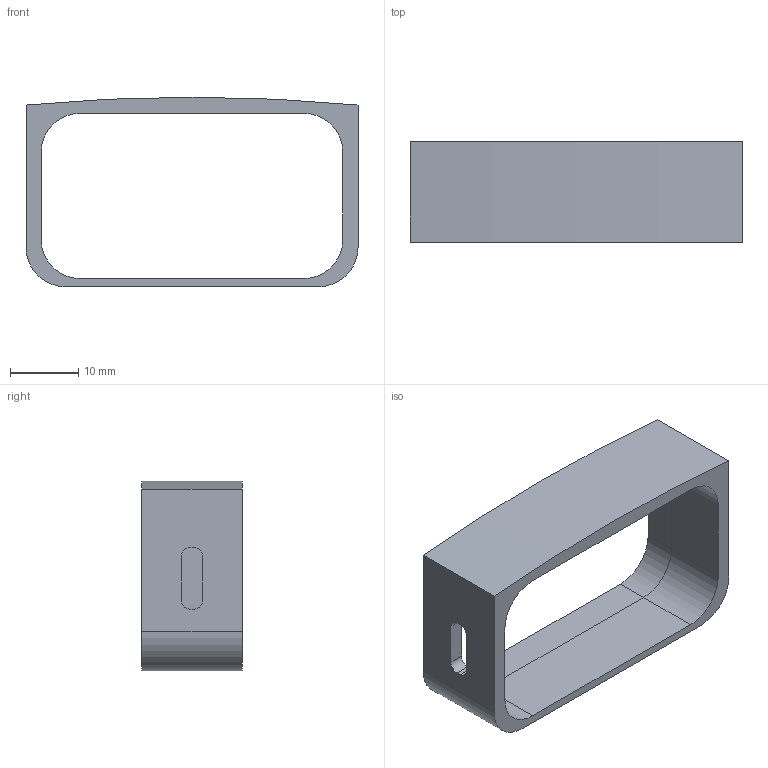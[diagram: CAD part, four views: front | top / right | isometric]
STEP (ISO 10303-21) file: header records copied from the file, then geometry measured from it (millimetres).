
FILE_DESCRIPTION(/* description */ (''),/* implementation_level */ '2;1');
FILE_NAME(/* name */ 'Display Sheath.step',/* time_stamp */ '2025-07-25T15:59:20+10:00',/* author */ (''),/* organization */ (''),/* preprocessor_version */ 'ST-DEVELOPER v20.1',/* originating_system */ 'Autodesk Translation Framework v14.10.0.0',/* authorisation */ '');
FILE_SCHEMA (('AUTOMOTIVE_DESIGN { 1 0 10303 214 3 1 1 }'));
Length unit declared in the file: millimetre
Products named in the file (1): Inv Sheath
Bounding box: 48.5 x 14.7 x 27.68 mm (x, y, z)
Volume: 3752.5 mm3; surface area: 4570.2 mm2
Topology: 1 solids, 1 shells, 31 faces, 84 edges, 56 vertices
Faces by surface type: plane 18, cylinder 13
Entity records: 1025 total; most frequent: DIRECTION 174, CARTESIAN_POINT 172, ORIENTED_EDGE 168, EDGE_CURVE 84, LINE 58, VECTOR 58, AXIS2_PLACEMENT_3D 58, VERTEX_POINT 56
